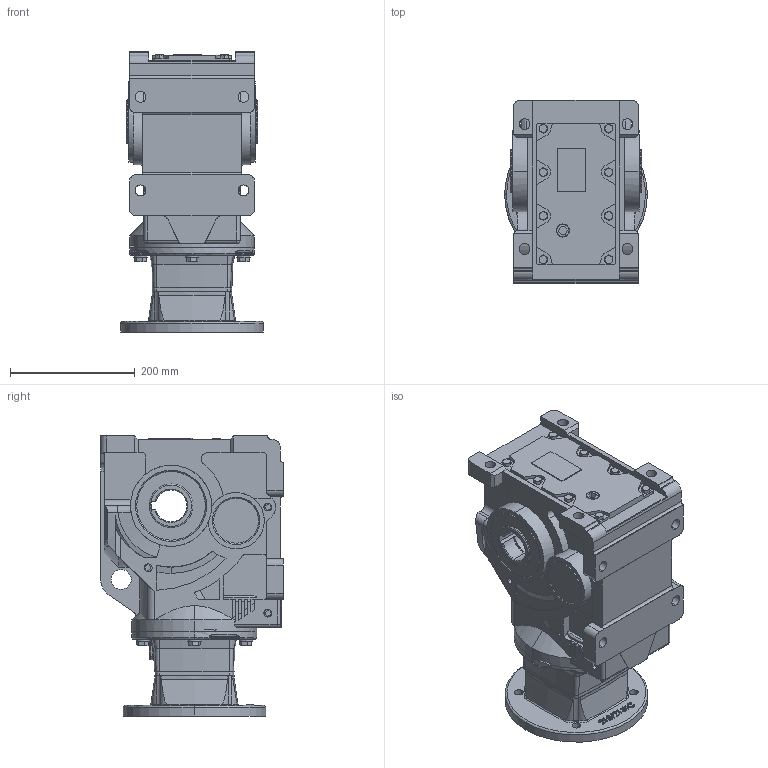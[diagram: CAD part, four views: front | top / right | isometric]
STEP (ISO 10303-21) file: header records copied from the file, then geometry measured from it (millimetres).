
FILE_DESCRIPTION (( 'STEP AP214' ), '1' );
FILE_NAME ('HBR-77-010-D.step', '2019-04-01T14:36:52', ( '' ), ( '' ), 'SwSTEP 2.0', 'SolidWorks 2018', '' );
FILE_SCHEMA (( 'AUTOMOTIVE_DESIGN' ));
Length unit declared in the file: inch
Products named in the file (1): HBR-77-010-D
Bounding box: 228.6 x 293 x 449 mm (x, y, z)
Volume: 6134296.6 mm3; surface area: 1284796.5 mm2
Topology: 43 solids, 43 shells, 1785 faces, 4557 edges, 2942 vertices
Faces by surface type: plane 759, cylinder 598, cone 251, bspline 177
Entity records: 67442 total; most frequent: CARTESIAN_POINT 24124, ORIENTED_EDGE 9042, DIRECTION 8656, EDGE_CURVE 4521, AXIS2_PLACEMENT_3D 3132, VERTEX_POINT 2942, VECTOR 2392, LINE 2392
